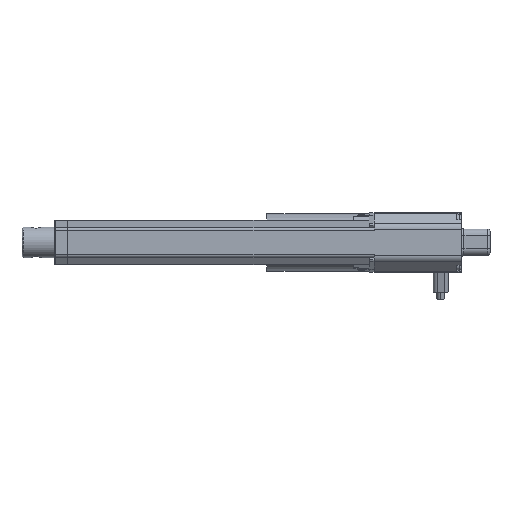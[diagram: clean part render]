
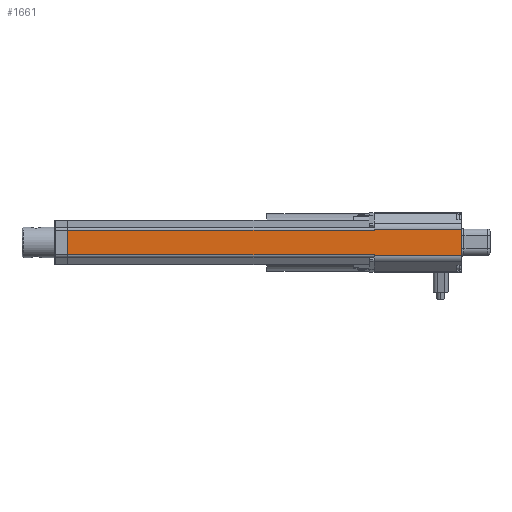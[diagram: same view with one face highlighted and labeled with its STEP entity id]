
A CAD part, left-side view. The second image highlights one B-rep face of the part: STEP entity #1661.
In plain terms, the highlighted planar face has unit normal (-1, 0, 0).
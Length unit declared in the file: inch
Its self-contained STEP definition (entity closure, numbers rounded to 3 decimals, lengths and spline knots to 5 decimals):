
#442 = VECTOR ( 'NONE', #2858, 39.37008 ) ;
#537 = EDGE_CURVE ( 'NONE', #10358, #1243, #5728, .T. ) ;
#626 = DIRECTION ( 'NONE',  ( 0., -1., 0. ) ) ;
#1243 = VERTEX_POINT ( 'NONE', #9546 ) ;
#1661 = ADVANCED_FACE ( 'NONE', ( #3533 ), #8420, .F. ) ;
#1701 = CARTESIAN_POINT ( 'NONE',  ( 0., 0., -0.35 ) ) ;
#1753 = LINE ( 'NONE', #8407, #3919 ) ;
#1914 = VERTEX_POINT ( 'NONE', #2104 ) ;
#2038 = CARTESIAN_POINT ( 'NONE',  ( 0., 10.28, -0.4638 ) ) ;
#2053 = DIRECTION ( 'NONE',  ( 0., -1., 0. ) ) ;
#2104 = CARTESIAN_POINT ( 'NONE',  ( 0., 2.28, -0.4638 ) ) ;
#2123 = DIRECTION ( 'NONE',  ( 0., 0., 1. ) ) ;
#2548 = EDGE_CURVE ( 'NONE', #3234, #10358, #1753, .T. ) ;
#2583 = CARTESIAN_POINT ( 'NONE',  ( 0., 10.28, -1.09992 ) ) ;
#2589 = VECTOR ( 'NONE', #2123, 39.37008 ) ;
#2729 = CARTESIAN_POINT ( 'NONE',  ( 0., 2.28, -1.09992 ) ) ;
#2858 = DIRECTION ( 'NONE',  ( 0., -1., 0. ) ) ;
#3234 = VERTEX_POINT ( 'NONE', #3529 ) ;
#3345 = ORIENTED_EDGE ( 'NONE', *, *, #9975, .T. ) ;
#3370 = VERTEX_POINT ( 'NONE', #2729 ) ;
#3473 = CARTESIAN_POINT ( 'NONE',  ( 0., 2.28, -0.35 ) ) ;
#3503 = DIRECTION ( 'NONE',  ( 0., 0., 1. ) ) ;
#3529 = CARTESIAN_POINT ( 'NONE',  ( 0., 2.28, -1.12716 ) ) ;
#3533 = FACE_OUTER_BOUND ( 'NONE', #6564, .T. ) ;
#3534 = VECTOR ( 'NONE', #626, 39.37008 ) ;
#3629 = ORIENTED_EDGE ( 'NONE', *, *, #7485, .F. ) ;
#3911 = LINE ( 'NONE', #2583, #8427 ) ;
#3919 = VECTOR ( 'NONE', #2053, 39.37008 ) ;
#4269 = LINE ( 'NONE', #10971, #5559 ) ;
#4412 = DIRECTION ( 'NONE',  ( 0., 0., -1. ) ) ;
#4518 = CARTESIAN_POINT ( 'NONE',  ( 0., 10.28, -1.09992 ) ) ;
#4617 = DIRECTION ( 'NONE',  ( 0., 0., 1. ) ) ;
#4902 = CARTESIAN_POINT ( 'NONE',  ( 0., 2.28, -0.43284 ) ) ;
#4932 = ORIENTED_EDGE ( 'NONE', *, *, #8755, .T. ) ;
#5332 = LINE ( 'NONE', #8296, #442 ) ;
#5376 = EDGE_CURVE ( 'NONE', #5522, #8466, #3911, .T. ) ;
#5511 = ORIENTED_EDGE ( 'NONE', *, *, #5376, .F. ) ;
#5522 = VERTEX_POINT ( 'NONE', #4518 ) ;
#5523 = LINE ( 'NONE', #9943, #7612 ) ;
#5559 = VECTOR ( 'NONE', #4617, 39.37008 ) ;
#5728 = LINE ( 'NONE', #1701, #10242 ) ;
#6129 = CARTESIAN_POINT ( 'NONE',  ( 0., 10.28, -1.09992 ) ) ;
#6225 = EDGE_CURVE ( 'NONE', #8466, #1914, #5332, .T. ) ;
#6360 = ORIENTED_EDGE ( 'NONE', *, *, #2548, .T. ) ;
#6564 = EDGE_LOOP ( 'NONE', ( #9431, #4932, #9730, #10018, #5511, #3345, #3629, #6360 ) ) ;
#6659 = CARTESIAN_POINT ( 'NONE',  ( 0., 2.28, -0.35 ) ) ;
#7334 = AXIS2_PLACEMENT_3D ( 'NONE', #3473, #9825, #4412 ) ;
#7485 = EDGE_CURVE ( 'NONE', #3234, #3370, #9840, .T. ) ;
#7519 = VERTEX_POINT ( 'NONE', #4902 ) ;
#7612 = VECTOR ( 'NONE', #10866, 39.37008 ) ;
#8296 = CARTESIAN_POINT ( 'NONE',  ( 0., 10.28, -0.4638 ) ) ;
#8356 = LINE ( 'NONE', #6129, #3534 ) ;
#8380 = EDGE_CURVE ( 'NONE', #1914, #7519, #4269, .T. ) ;
#8407 = CARTESIAN_POINT ( 'NONE',  ( 0., 2.28, -1.12716 ) ) ;
#8420 = PLANE ( 'NONE',  #7334 ) ;
#8427 = VECTOR ( 'NONE', #3503, 39.37008 ) ;
#8466 = VERTEX_POINT ( 'NONE', #2038 ) ;
#8755 = EDGE_CURVE ( 'NONE', #1243, #7519, #5523, .T. ) ;
#9431 = ORIENTED_EDGE ( 'NONE', *, *, #537, .T. ) ;
#9546 = CARTESIAN_POINT ( 'NONE',  ( 0., 0., -0.43284 ) ) ;
#9721 = CARTESIAN_POINT ( 'NONE',  ( 0., 0., -1.12716 ) ) ;
#9730 = ORIENTED_EDGE ( 'NONE', *, *, #8380, .F. ) ;
#9825 = DIRECTION ( 'NONE',  ( 1., 0., 0. ) ) ;
#9840 = LINE ( 'NONE', #6659, #2589 ) ;
#9943 = CARTESIAN_POINT ( 'NONE',  ( 0., 2.28, -0.43284 ) ) ;
#9975 = EDGE_CURVE ( 'NONE', #5522, #3370, #8356, .T. ) ;
#10018 = ORIENTED_EDGE ( 'NONE', *, *, #6225, .F. ) ;
#10242 = VECTOR ( 'NONE', #11759, 39.37008 ) ;
#10358 = VERTEX_POINT ( 'NONE', #9721 ) ;
#10866 = DIRECTION ( 'NONE',  ( 0., 1., 0. ) ) ;
#10971 = CARTESIAN_POINT ( 'NONE',  ( 0., 2.28, -0.35 ) ) ;
#11759 = DIRECTION ( 'NONE',  ( 0., 0., 1. ) ) ;
